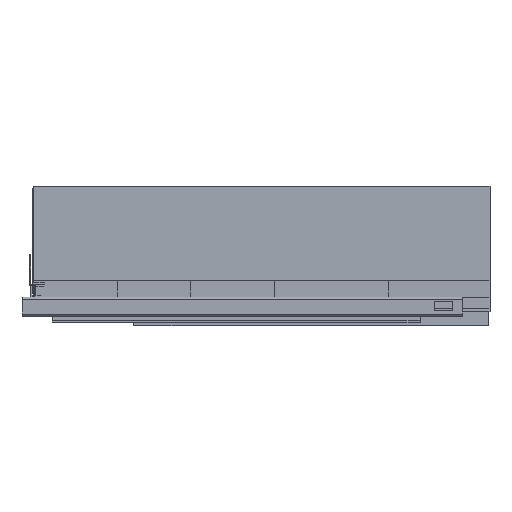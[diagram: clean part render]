
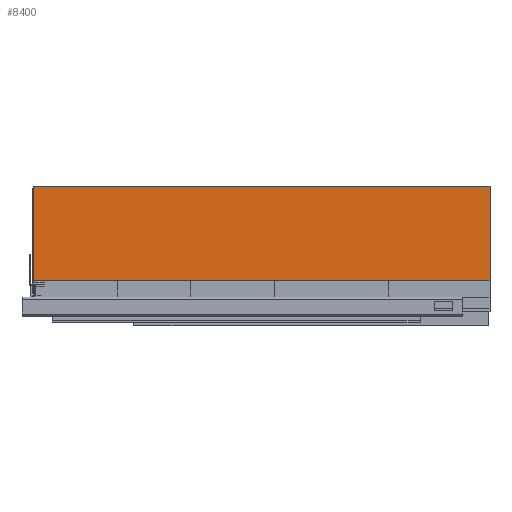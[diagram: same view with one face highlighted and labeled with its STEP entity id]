
A CAD part, top view. The second image highlights one B-rep face of the part: STEP entity #8400.
In plain terms, the highlighted planar face has unit normal (0, 0, 1).
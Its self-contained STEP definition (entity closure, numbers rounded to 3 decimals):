
#101 = LINE ( 'NONE', #5106, #963 ) ;
#191 = EDGE_LOOP ( 'NONE', ( #1903, #6838, #6877, #5259 ) ) ;
#219 = CARTESIAN_POINT ( 'NONE',  ( 0., 30., 13.5 ) ) ;
#360 = CARTESIAN_POINT ( 'NONE',  ( -440., 30., 13.5 ) ) ;
#415 = CARTESIAN_POINT ( 'NONE',  ( -440., 121., 13.5 ) ) ;
#963 = VECTOR ( 'NONE', #7952, 1000. ) ;
#1414 = CARTESIAN_POINT ( 'NONE',  ( 0., 121., 13.5 ) ) ;
#1519 = CARTESIAN_POINT ( 'NONE',  ( -440., 121., 13.5 ) ) ;
#1558 = VECTOR ( 'NONE', #4089, 1000. ) ;
#1845 = PLANE ( 'NONE',  #8545 ) ;
#1903 = ORIENTED_EDGE ( 'NONE', *, *, #4345, .F. ) ;
#1955 = DIRECTION ( 'NONE',  ( 1., 0., 0. ) ) ;
#2814 = CARTESIAN_POINT ( 'NONE',  ( 0., 121., 13.5 ) ) ;
#3226 = LINE ( 'NONE', #360, #1558 ) ;
#3251 = VECTOR ( 'NONE', #1955, 1000. ) ;
#3333 = DIRECTION ( 'NONE',  ( 0., 0., 1. ) ) ;
#3435 = VERTEX_POINT ( 'NONE', #8772 ) ;
#4089 = DIRECTION ( 'NONE',  ( 1., 0., 0. ) ) ;
#4168 = DIRECTION ( 'NONE',  ( 0., -1., 0. ) ) ;
#4345 = EDGE_CURVE ( 'NONE', #6658, #7097, #5705, .T. ) ;
#4939 = EDGE_CURVE ( 'NONE', #8807, #6658, #5522, .T. ) ;
#5106 = CARTESIAN_POINT ( 'NONE',  ( -440., 121., 13.5 ) ) ;
#5259 = ORIENTED_EDGE ( 'NONE', *, *, #8415, .T. ) ;
#5522 = LINE ( 'NONE', #8331, #3251 ) ;
#5705 = LINE ( 'NONE', #1414, #7157 ) ;
#5749 = DIRECTION ( 'NONE',  ( 0., -1., 0. ) ) ;
#6148 = EDGE_CURVE ( 'NONE', #8807, #3435, #101, .T. ) ;
#6658 = VERTEX_POINT ( 'NONE', #2814 ) ;
#6838 = ORIENTED_EDGE ( 'NONE', *, *, #4939, .F. ) ;
#6877 = ORIENTED_EDGE ( 'NONE', *, *, #6148, .T. ) ;
#6981 = FACE_OUTER_BOUND ( 'NONE', #191, .T. ) ;
#7097 = VERTEX_POINT ( 'NONE', #219 ) ;
#7157 = VECTOR ( 'NONE', #5749, 1000. ) ;
#7952 = DIRECTION ( 'NONE',  ( 0., -1., 0. ) ) ;
#8331 = CARTESIAN_POINT ( 'NONE',  ( -440., 121., 13.5 ) ) ;
#8400 = ADVANCED_FACE ( 'NONE', ( #6981 ), #1845, .T. ) ;
#8415 = EDGE_CURVE ( 'NONE', #3435, #7097, #3226, .T. ) ;
#8545 = AXIS2_PLACEMENT_3D ( 'NONE', #415, #3333, #4168 ) ;
#8772 = CARTESIAN_POINT ( 'NONE',  ( -440., 30., 13.5 ) ) ;
#8807 = VERTEX_POINT ( 'NONE', #1519 ) ;
